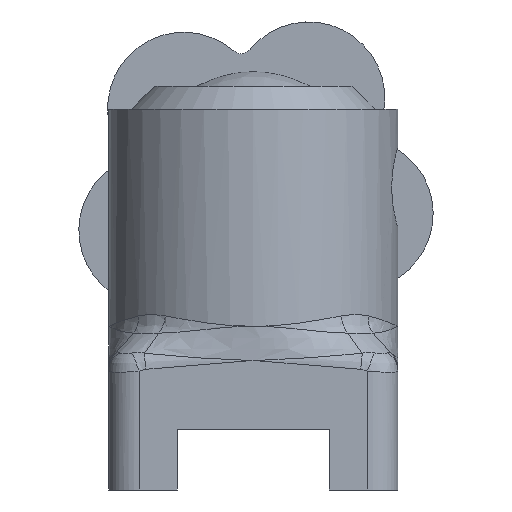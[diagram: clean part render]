
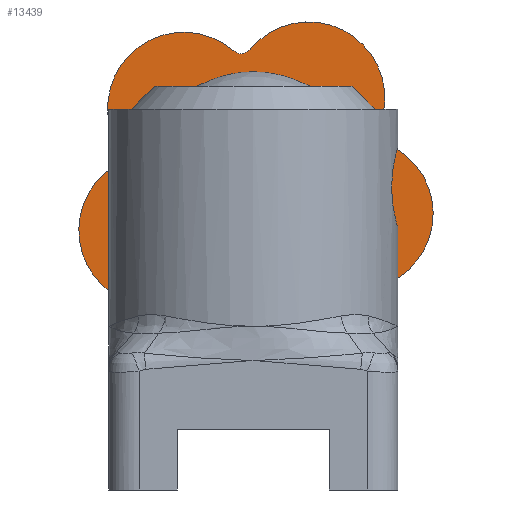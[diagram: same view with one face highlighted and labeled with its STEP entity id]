
A CAD part, left-side view. The second image highlights one B-rep face of the part: STEP entity #13439.
In plain terms, the highlighted planar face has unit normal (-1, 0, 0).
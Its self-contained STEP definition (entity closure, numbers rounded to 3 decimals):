
#13079=CARTESIAN_POINT('',(114.,-12.756,26.318));
#13080=VERTEX_POINT('',#13079);
#13081=CARTESIAN_POINT('',(114.,-11.129,24.918));
#13082=VERTEX_POINT('',#13081);
#13083=CARTESIAN_POINT('',(114.,-12.626,24.824));
#13084=DIRECTION('',(-1.0,0.0,0.0));
#13085=DIRECTION('',(0.0,0.087,-0.996));
#13086=AXIS2_PLACEMENT_3D('',#13083,#13084,#13085);
#13087=CIRCLE('',#13086,1.5);
#13088=EDGE_CURVE('',#13080,#13082,#13087,.T.);
#13121=CARTESIAN_POINT('',(114.,8.595,23.295));
#13122=VERTEX_POINT('',#13121);
#13123=CARTESIAN_POINT('',(114.,-1.148,25.547));
#13124=DIRECTION('',(1.,0.0,0.0));
#13125=DIRECTION('',(0.0,0.974,-0.225));
#13126=AXIS2_PLACEMENT_3D('',#13123,#13124,#13125);
#13127=CIRCLE('',#13126,10.);
#13128=EDGE_CURVE('',#13082,#13122,#13127,.T.);
#13154=CARTESIAN_POINT('',(114.,10.429,24.41));
#13155=VERTEX_POINT('',#13154);
#13156=CARTESIAN_POINT('',(114.,10.056,22.957));
#13157=DIRECTION('',(-1.,0.0,0.0));
#13158=DIRECTION('',(0.0,0.974,-0.225));
#13159=AXIS2_PLACEMENT_3D('',#13156,#13157,#13158);
#13160=CIRCLE('',#13159,1.5);
#13161=EDGE_CURVE('',#13122,#13155,#13160,.T.);
#13187=CARTESIAN_POINT('',(114.,18.068,42.666));
#13188=VERTEX_POINT('',#13187);
#13189=CARTESIAN_POINT('',(114.,12.915,34.096));
#13190=DIRECTION('',(1.0,0.0,0.0));
#13191=DIRECTION('',(0.0,0.515,0.857));
#13192=AXIS2_PLACEMENT_3D('',#13189,#13190,#13191);
#13193=CIRCLE('',#13192,10.);
#13194=EDGE_CURVE('',#13155,#13188,#13193,.T.);
#13220=CARTESIAN_POINT('',(114.,17.574,44.756));
#13221=VERTEX_POINT('',#13220);
#13222=CARTESIAN_POINT('',(114.,18.841,43.952));
#13223=DIRECTION('',(-1.0,0.0,0.0));
#13224=DIRECTION('',(0.0,0.515,0.857));
#13225=AXIS2_PLACEMENT_3D('',#13222,#13223,#13224);
#13226=CIRCLE('',#13225,1.5);
#13227=EDGE_CURVE('',#13188,#13221,#13226,.T.);
#13253=CARTESIAN_POINT('',(114.,2.572,57.662));
#13254=VERTEX_POINT('',#13253);
#13255=CARTESIAN_POINT('',(114.,9.13,50.113));
#13256=DIRECTION('',(1.0,0.0,0.0));
#13257=DIRECTION('',(0.0,-0.656,0.755));
#13258=AXIS2_PLACEMENT_3D('',#13255,#13256,#13257);
#13259=CIRCLE('',#13258,10.);
#13260=EDGE_CURVE('',#13221,#13254,#13259,.T.);
#13286=CARTESIAN_POINT('',(114.,0.432,57.838));
#13287=VERTEX_POINT('',#13286);
#13288=CARTESIAN_POINT('',(114.,1.588,58.794));
#13289=DIRECTION('',(-1.0,0.0,0.0));
#13290=DIRECTION('',(0.0,-0.656,0.755));
#13291=AXIS2_PLACEMENT_3D('',#13288,#13289,#13290);
#13292=CIRCLE('',#13291,1.5);
#13293=EDGE_CURVE('',#13254,#13287,#13292,.T.);
#13319=CARTESIAN_POINT('',(114.,-16.478,47.558));
#13320=VERTEX_POINT('',#13319);
#13321=CARTESIAN_POINT('',(114.,-7.272,51.463));
#13322=DIRECTION('',(1.0,0.0,0.0));
#13323=DIRECTION('',(0.0,-0.921,-0.39));
#13324=AXIS2_PLACEMENT_3D('',#13321,#13322,#13323);
#13325=CIRCLE('',#13324,10.0);
#13326=EDGE_CURVE('',#13287,#13320,#13325,.T.);
#13352=CARTESIAN_POINT('',(114.,-17.307,45.578));
#13353=VERTEX_POINT('',#13352);
#13354=CARTESIAN_POINT('',(114.,-17.859,46.973));
#13355=DIRECTION('',(-1.0,0.0,0.0));
#13356=DIRECTION('',(0.0,-0.921,-0.39));
#13357=AXIS2_PLACEMENT_3D('',#13354,#13355,#13356);
#13358=CIRCLE('',#13357,1.5);
#13359=EDGE_CURVE('',#13320,#13353,#13358,.T.);
#13385=CARTESIAN_POINT('',(114.,-13.625,36.281));
#13386=DIRECTION('',(1.,0.0,0.0));
#13387=DIRECTION('',(0.0,0.087,-0.996));
#13388=AXIS2_PLACEMENT_3D('',#13385,#13386,#13387);
#13389=CIRCLE('',#13388,10.);
#13390=EDGE_CURVE('',#13353,#13080,#13389,.T.);
#13422=CARTESIAN_POINT('',(114.,0.,39.5));
#13423=DIRECTION('',(-1.0,0.0,0.0));
#13424=DIRECTION('',(0.0,0.23,-0.973));
#13425=AXIS2_PLACEMENT_3D('',#13422,#13423,#13424);
#13426=PLANE('',#13425);
#13427=ORIENTED_EDGE('',*,*,#13088,.F.);
#13428=ORIENTED_EDGE('',*,*,#13390,.F.);
#13429=ORIENTED_EDGE('',*,*,#13359,.F.);
#13430=ORIENTED_EDGE('',*,*,#13326,.F.);
#13431=ORIENTED_EDGE('',*,*,#13293,.F.);
#13432=ORIENTED_EDGE('',*,*,#13260,.F.);
#13433=ORIENTED_EDGE('',*,*,#13227,.F.);
#13434=ORIENTED_EDGE('',*,*,#13194,.F.);
#13435=ORIENTED_EDGE('',*,*,#13161,.F.);
#13436=ORIENTED_EDGE('',*,*,#13128,.F.);
#13437=EDGE_LOOP('',(#13427,#13428,#13429,#13430,#13431,#13432,#13433,#13434,#13435,#13436));
#13438=FACE_OUTER_BOUND('',#13437,.T.);
#13439=ADVANCED_FACE('',(#13438),#13426,.T.);
